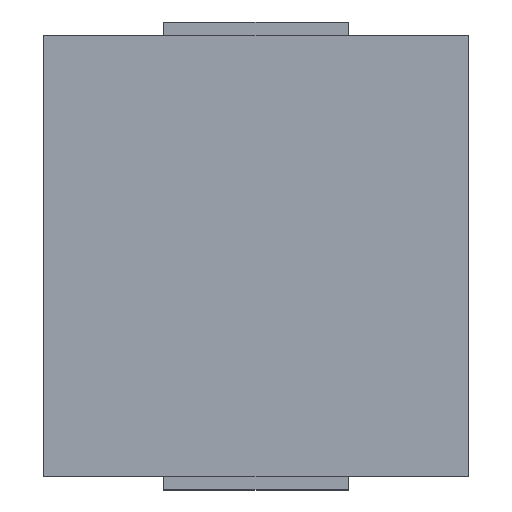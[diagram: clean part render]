
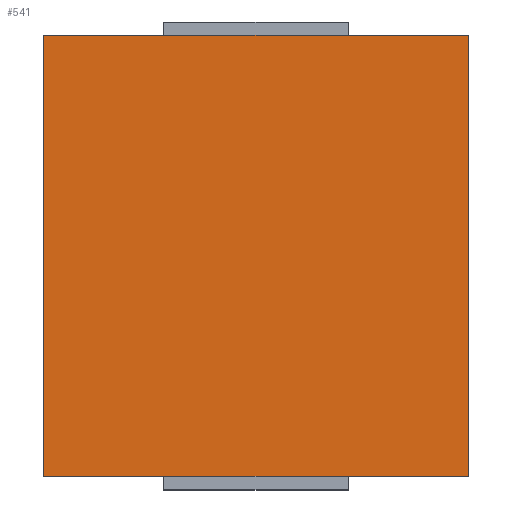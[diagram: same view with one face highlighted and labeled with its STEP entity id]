
A CAD part, top view. The second image highlights one B-rep face of the part: STEP entity #541.
In plain terms, the highlighted planar face has unit normal (0, 0, 1).
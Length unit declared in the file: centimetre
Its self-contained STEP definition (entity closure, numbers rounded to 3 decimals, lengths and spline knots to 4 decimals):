
#401=CARTESIAN_POINT('',(0.345,0.358,0.3));
#402=VERTEX_POINT('',#401);
#409=CARTESIAN_POINT('',(0.345,-0.358,0.3));
#410=VERTEX_POINT('',#409);
#411=CARTESIAN_POINT('',(0.345,12344.62,0.3));
#412=DIRECTION('',(0.,-1.,0.));
#413=VECTOR('',#412,24690.);
#414=LINE('',#411,#413);
#415=EDGE_CURVE('',#402,#410,#414,.T.);
#442=CARTESIAN_POINT('',(-0.345,0.358,0.3));
#443=VERTEX_POINT('',#442);
#450=CARTESIAN_POINT('',(12345.,0.358,0.3));
#451=DIRECTION('',(-1.,0.,0.));
#452=VECTOR('',#451,24690.);
#453=LINE('',#450,#452);
#454=EDGE_CURVE('',#402,#443,#453,.T.);
#490=CARTESIAN_POINT('',(-0.345,-0.358,0.3));
#491=VERTEX_POINT('',#490);
#492=CARTESIAN_POINT('',(-12345.,-0.358,0.3));
#493=DIRECTION('',(1.,-0.,0.));
#494=VECTOR('',#493,24690.);
#495=LINE('',#492,#494);
#496=EDGE_CURVE('',#491,#410,#495,.T.);
#519=CARTESIAN_POINT('',(-0.345,-12344.62,0.3));
#520=DIRECTION('',(0.,1.,0.));
#521=VECTOR('',#520,24690.);
#522=LINE('',#519,#521);
#523=EDGE_CURVE('',#491,#443,#522,.T.);
#530=CARTESIAN_POINT('',(0.,0.,0.3));
#531=DIRECTION('',(0.,0.,1.));
#532=DIRECTION('',(1.,0.,0.));
#533=AXIS2_PLACEMENT_3D('',#530,#531,#532);
#534=PLANE('',#533);
#535=ORIENTED_EDGE('',*,*,#496,.T.);
#536=ORIENTED_EDGE('',*,*,#415,.F.);
#537=ORIENTED_EDGE('',*,*,#454,.T.);
#538=ORIENTED_EDGE('',*,*,#523,.F.);
#539=EDGE_LOOP('',(#535,#536,#537,#538));
#540=FACE_BOUND('',#539,.T.);
#541=ADVANCED_FACE('',(#540),#534,.T.);
